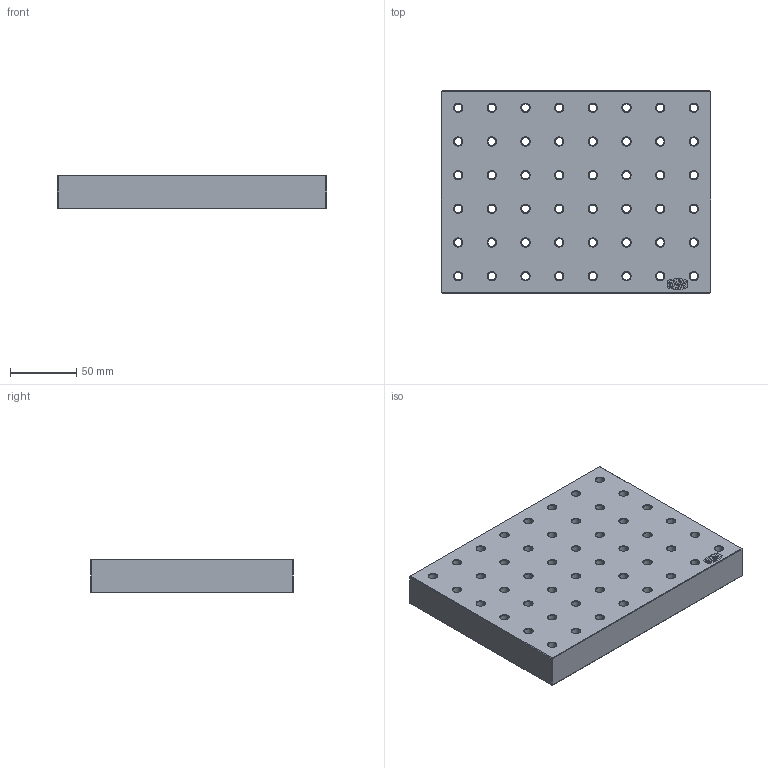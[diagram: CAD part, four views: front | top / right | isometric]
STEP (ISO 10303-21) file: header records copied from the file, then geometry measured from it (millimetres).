
FILE_DESCRIPTION(/* description */ ('','CAx-IF Rec.Pracs.---Representation and Presentation of Product Manufacturing Information (PMI)---4.0---2014-10-13'),/* implementation_level */ '2;1');
FILE_NAME(/* name */ 'Mini_Pallet_Rev1.step',/* time_stamp */ '2025-03-25T08:51:24-04:00',/* author */ (''),/* organization */ (''),/* preprocessor_version */ 'ST-DEVELOPER v20',/* originating_system */ 'Autodesk Translation Framework v13.20.0.188',/* authorisation */ '');
FILE_SCHEMA (('AP242_MANAGED_MODEL_BASED_3D_ENGINEERING_MIM_LF { 1 0 10303 442 1 1 4 }'));
Length unit declared in the file: inch
Products named in the file (2): Vise Pallet - Share; CBore Plate
Assembly tree (1 placements, depth 2):
  Vise Pallet - Share
    CBore Plate
Bounding box: 203.2 x 152.4 x 25.4 mm (x, y, z)
Volume: 751674.8 mm3; surface area: 99602.4 mm2
Topology: 1 solids, 1 shells, 368 faces, 930 edges, 620 vertices
Faces by surface type: cylinder 98, cone 96, bspline 94, plane 80
Full cylindrical faces by diameter (mm): 5.791 x48, 6.35 x48
Entity records: 12937 total; most frequent: CARTESIAN_POINT 4067, ORIENTED_EDGE 1860, DIRECTION 1684, EDGE_CURVE 930, AXIS2_PLACEMENT_3D 665, VERTEX_POINT 620, EDGE_LOOP 520, CIRCLE 388
